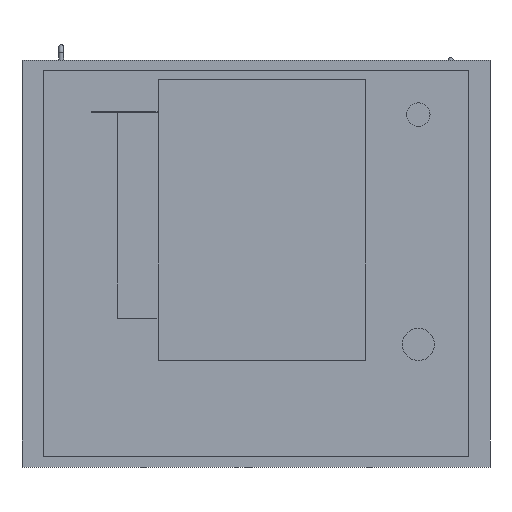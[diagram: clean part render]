
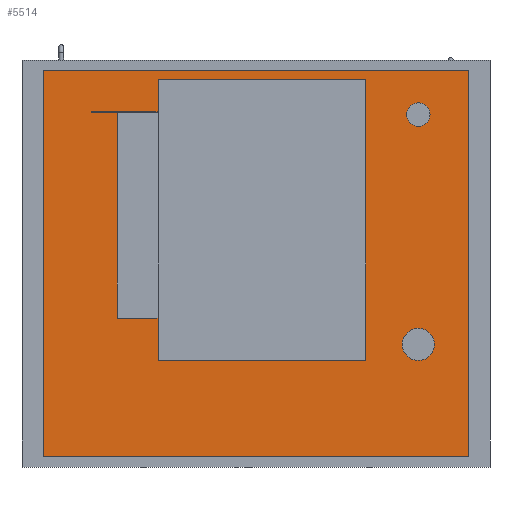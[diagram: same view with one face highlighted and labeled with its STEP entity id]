
A CAD part, front view. The second image highlights one B-rep face of the part: STEP entity #5514.
In plain terms, the highlighted planar face has unit normal (0, -1, 0).
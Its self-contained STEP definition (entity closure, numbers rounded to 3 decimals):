
#358=FACE_OUTER_BOUND('',#713,.T.);
#713=EDGE_LOOP('',(#3705,#3706,#3707,#3708));
#1085=LINE('',#8154,#1717);
#1088=LINE('',#8159,#1720);
#1091=LINE('',#8164,#1723);
#1092=LINE('',#8166,#1724);
#1717=VECTOR('',#6485,10.);
#1720=VECTOR('',#6490,10.);
#1723=VECTOR('',#6495,10.);
#1724=VECTOR('',#6498,10.);
#2341=VERTEX_POINT('',#8152);
#2342=VERTEX_POINT('',#8153);
#2343=VERTEX_POINT('',#8158);
#2344=VERTEX_POINT('',#8162);
#2877=EDGE_CURVE('',#2341,#2342,#1085,.T.);
#2880=EDGE_CURVE('',#2343,#2342,#1088,.T.);
#2883=EDGE_CURVE('',#2341,#2344,#1091,.T.);
#2884=EDGE_CURVE('',#2343,#2344,#1092,.T.);
#3705=ORIENTED_EDGE('',*,*,#2883,.T.);
#3706=ORIENTED_EDGE('',*,*,#2884,.F.);
#3707=ORIENTED_EDGE('',*,*,#2880,.T.);
#3708=ORIENTED_EDGE('',*,*,#2877,.F.);
#5239=PLANE('',#5932);
#5514=ADVANCED_FACE('',(#358),#5239,.T.);
#5932=AXIS2_PLACEMENT_3D('',#8165,#6496,#6497);
#6485=DIRECTION('',(0.,0.,1.));
#6490=DIRECTION('',(-1.,0.,0.));
#6495=DIRECTION('',(1.,0.,0.));
#6496=DIRECTION('center_axis',(0.,-1.,0.));
#6497=DIRECTION('ref_axis',(0.,0.,-1.));
#6498=DIRECTION('',(0.,0.,-1.));
#8152=CARTESIAN_POINT('',(-362.5,-185.,-330.));
#8153=CARTESIAN_POINT('',(-362.5,-185.,330.));
#8154=CARTESIAN_POINT('',(-362.5,-185.,330.));
#8158=CARTESIAN_POINT('',(362.5,-185.,330.));
#8159=CARTESIAN_POINT('',(0.,-185.,330.));
#8162=CARTESIAN_POINT('',(362.5,-185.,-330.));
#8164=CARTESIAN_POINT('',(0.,-185.,-330.));
#8165=CARTESIAN_POINT('Origin',(0.,-185.,330.));
#8166=CARTESIAN_POINT('',(362.5,-185.,330.));
